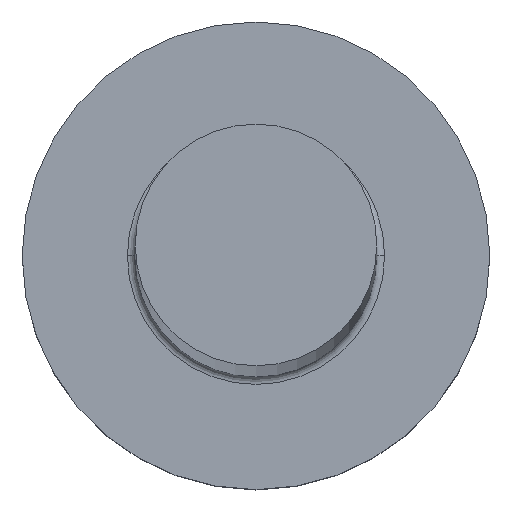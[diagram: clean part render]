
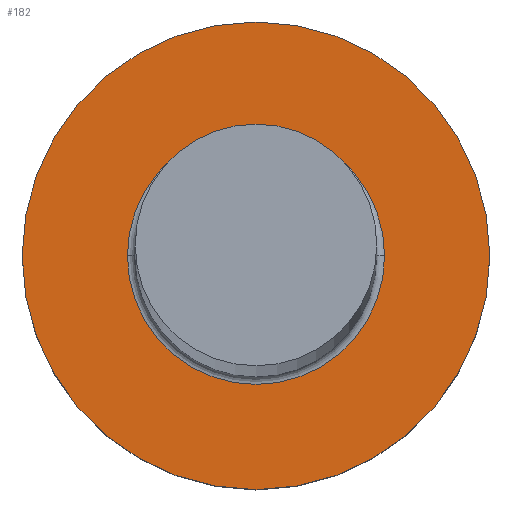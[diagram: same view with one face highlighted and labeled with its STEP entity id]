
A CAD part, top view. The second image highlights one B-rep face of the part: STEP entity #182.
In plain terms, the highlighted planar face has unit normal (0, 0, 1).
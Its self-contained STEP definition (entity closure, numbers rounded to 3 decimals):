
#5 = EDGE_LOOP ( 'NONE', ( #61, #89 ) ) ;
#7 = ORIENTED_EDGE ( 'NONE', *, *, #111, .T. ) ;
#23 = FACE_OUTER_BOUND ( 'NONE', #197, .T. ) ;
#26 = CARTESIAN_POINT ( 'NONE',  ( 0., 0., 5. ) ) ;
#36 = EDGE_CURVE ( 'NONE', #110, #248, #194, .T. ) ;
#54 = DIRECTION ( 'NONE',  ( 1., 0., 0. ) ) ;
#61 = ORIENTED_EDGE ( 'NONE', *, *, #36, .T. ) ;
#67 = CIRCLE ( 'NONE', #205, 6. ) ;
#76 = CARTESIAN_POINT ( 'NONE',  ( -3.3, 0., 5. ) ) ;
#81 = DIRECTION ( 'NONE',  ( 0., 0., 1. ) ) ;
#82 = AXIS2_PLACEMENT_3D ( 'NONE', #184, #272, #295 ) ;
#86 = ORIENTED_EDGE ( 'NONE', *, *, #203, .T. ) ;
#89 = ORIENTED_EDGE ( 'NONE', *, *, #108, .T. ) ;
#96 = AXIS2_PLACEMENT_3D ( 'NONE', #262, #171, #103 ) ;
#103 = DIRECTION ( 'NONE',  ( 1., 0., 0. ) ) ;
#108 = EDGE_CURVE ( 'NONE', #248, #110, #252, .T. ) ;
#110 = VERTEX_POINT ( 'NONE', #236 ) ;
#111 = EDGE_CURVE ( 'NONE', #240, #267, #136, .T. ) ;
#122 = DIRECTION ( 'NONE',  ( 1., 0., 0. ) ) ;
#126 = FACE_BOUND ( 'NONE', #5, .T. ) ;
#128 = AXIS2_PLACEMENT_3D ( 'NONE', #264, #150, #54 ) ;
#136 = CIRCLE ( 'NONE', #151, 6. ) ;
#149 = CARTESIAN_POINT ( 'NONE',  ( -6., 0., 5. ) ) ;
#150 = DIRECTION ( 'NONE',  ( 0., 0., -1. ) ) ;
#151 = AXIS2_PLACEMENT_3D ( 'NONE', #26, #81, #238 ) ;
#171 = DIRECTION ( 'NONE',  ( 0., 0., 1. ) ) ;
#182 = ADVANCED_FACE ( 'NONE', ( #126, #23 ), #230, .T. ) ;
#184 = CARTESIAN_POINT ( 'NONE',  ( 0., 0., 5. ) ) ;
#194 = CIRCLE ( 'NONE', #82, 3.3 ) ;
#197 = EDGE_LOOP ( 'NONE', ( #86, #7 ) ) ;
#203 = EDGE_CURVE ( 'NONE', #267, #240, #67, .T. ) ;
#205 = AXIS2_PLACEMENT_3D ( 'NONE', #232, #307, #122 ) ;
#230 = PLANE ( 'NONE',  #96 ) ;
#232 = CARTESIAN_POINT ( 'NONE',  ( 0., 0., 5. ) ) ;
#236 = CARTESIAN_POINT ( 'NONE',  ( 3.3, 0., 5. ) ) ;
#238 = DIRECTION ( 'NONE',  ( 1., 0., 0. ) ) ;
#240 = VERTEX_POINT ( 'NONE', #303 ) ;
#248 = VERTEX_POINT ( 'NONE', #76 ) ;
#252 = CIRCLE ( 'NONE', #128, 3.3 ) ;
#262 = CARTESIAN_POINT ( 'NONE',  ( 0., 0., 5. ) ) ;
#264 = CARTESIAN_POINT ( 'NONE',  ( 0., 0., 5. ) ) ;
#267 = VERTEX_POINT ( 'NONE', #149 ) ;
#272 = DIRECTION ( 'NONE',  ( 0., 0., -1. ) ) ;
#295 = DIRECTION ( 'NONE',  ( 1., 0., 0. ) ) ;
#303 = CARTESIAN_POINT ( 'NONE',  ( 6., 0., 5. ) ) ;
#307 = DIRECTION ( 'NONE',  ( 0., 0., 1. ) ) ;
